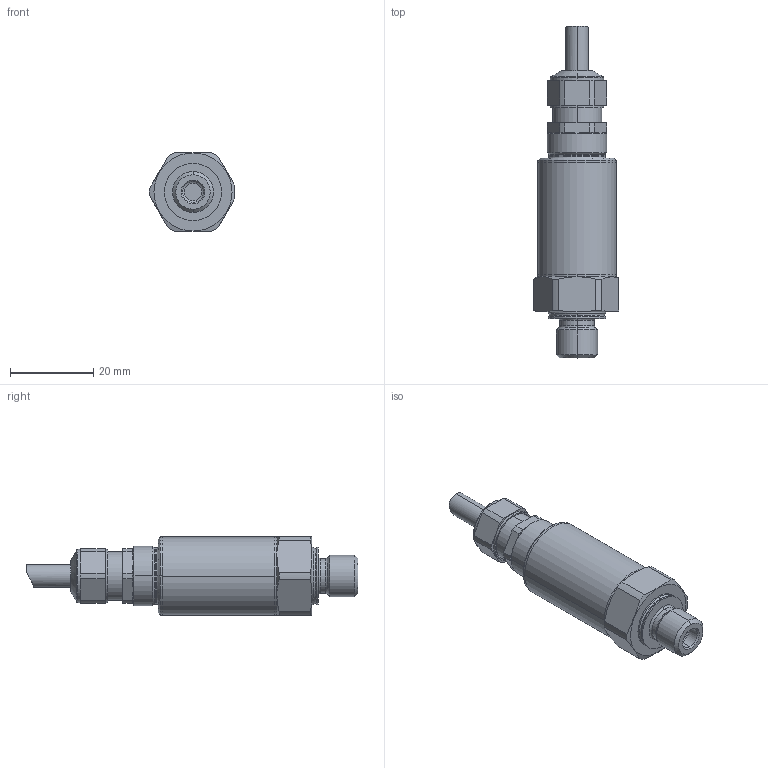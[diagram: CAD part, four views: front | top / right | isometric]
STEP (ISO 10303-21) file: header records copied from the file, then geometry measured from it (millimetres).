
FILE_DESCRIPTION (( 'STEP AP214' ), '1' );
FILE_NAME ('825X.XX.XX.32.22_24_88.STEP', '2019-08-09T11:09:18', ( '' ), ( '' ), 'SwSTEP 2.0', 'SolidWorks 2016', '' );
FILE_SCHEMA (( 'AUTOMOTIVE_DESIGN' ));
Length unit declared in the file: millimetre
Products named in the file (4): Kabel_22_24_88; C24141_32_C24141; C21542_defeatured; 825X.XX.XX.32.22_24_88
Assembly tree (3 placements, depth 2):
  825X.XX.XX.32.22_24_88
    C21542_defeatured
    C24141_32_C24141
    Kabel_22_24_88
Bounding box: 20.5 x 79.88 x 19 mm (x, y, z)
Volume: 15545.3 mm3; surface area: 5985.6 mm2
Topology: 3 solids, 3 shells, 148 faces, 326 edges, 196 vertices
Faces by surface type: cylinder 55, plane 36, cone 36, torus 16, bspline 5
Entity records: 4888 total; most frequent: CARTESIAN_POINT 1051, DIRECTION 760, ORIENTED_EDGE 652, EDGE_CURVE 326, AXIS2_PLACEMENT_3D 319, VERTEX_POINT 196, CIRCLE 170, EDGE_LOOP 162
